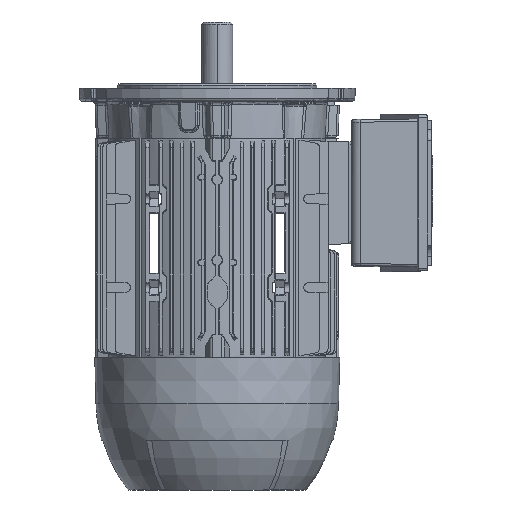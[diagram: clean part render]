
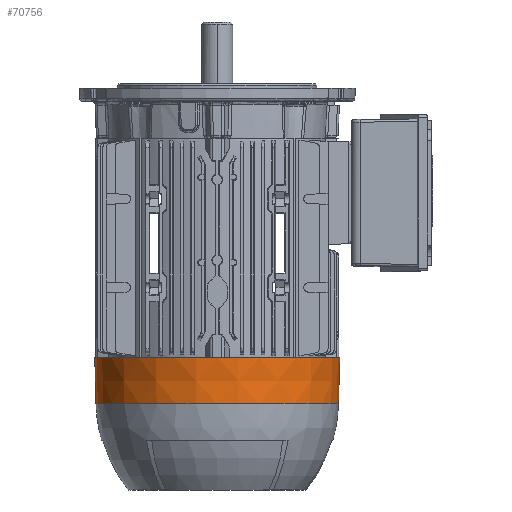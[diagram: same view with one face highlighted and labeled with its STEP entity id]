
A CAD part, front view. The second image highlights one B-rep face of the part: STEP entity #70756.
In plain terms, the highlighted conical face has half-angle 1.5 degrees and reference radius 110.35 mm.
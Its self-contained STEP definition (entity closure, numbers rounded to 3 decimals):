
#5426 = EDGE_LOOP ( 'NONE', ( #11017, #24019, #37982, #48042 ) ) ;
#7815 = DIRECTION ( 'NONE',  ( 0.026, 0., 1. ) ) ;
#8657 = CARTESIAN_POINT ( 'NONE',  ( 0., 0., -209.2 ) ) ;
#9634 = EDGE_CURVE ( 'NONE', #23762, #69411, #36924, .T. ) ;
#10576 = AXIS2_PLACEMENT_3D ( 'NONE', #66622, #66255, #38052 ) ;
#11017 = ORIENTED_EDGE ( 'NONE', *, *, #57504, .F. ) ;
#11064 = DIRECTION ( 'NONE',  ( 0., 0., 1. ) ) ;
#11583 = EDGE_CURVE ( 'NONE', #69610, #69411, #58923, .T. ) ;
#15763 = DIRECTION ( 'NONE',  ( 1., 0., 0. ) ) ;
#15789 = EDGE_CURVE ( 'NONE', #42786, #69610, #18704, .T. ) ;
#18704 = CIRCLE ( 'NONE', #70304, 109.669 ) ;
#22974 = DIRECTION ( 'NONE',  ( -0.026, 0., 1. ) ) ;
#23762 = VERTEX_POINT ( 'NONE', #53023 ) ;
#24019 = ORIENTED_EDGE ( 'NONE', *, *, #15789, .T. ) ;
#27709 = VECTOR ( 'NONE', #22974, 1000. ) ;
#31413 = CARTESIAN_POINT ( 'NONE',  ( 110.35, 0., -183.2 ) ) ;
#31520 = DIRECTION ( 'NONE',  ( 0., 0., 1. ) ) ;
#32126 = AXIS2_PLACEMENT_3D ( 'NONE', #62532, #11064, #58666 ) ;
#33849 = LINE ( 'NONE', #63197, #27709 ) ;
#36924 = CIRCLE ( 'NONE', #10576, 110.761 ) ;
#37826 = CARTESIAN_POINT ( 'NONE',  ( -109.669, 0., -209.2 ) ) ;
#37982 = ORIENTED_EDGE ( 'NONE', *, *, #11583, .T. ) ;
#38052 = DIRECTION ( 'NONE',  ( 1., 0., 0. ) ) ;
#39579 = FACE_OUTER_BOUND ( 'NONE', #5426, .T. ) ;
#42237 = CARTESIAN_POINT ( 'NONE',  ( 109.669, 0., -209.2 ) ) ;
#42786 = VERTEX_POINT ( 'NONE', #37826 ) ;
#48042 = ORIENTED_EDGE ( 'NONE', *, *, #9634, .F. ) ;
#53023 = CARTESIAN_POINT ( 'NONE',  ( -110.761, 0., -167.5 ) ) ;
#54207 = VECTOR ( 'NONE', #7815, 1000. ) ;
#57504 = EDGE_CURVE ( 'NONE', #42786, #23762, #33849, .T. ) ;
#58666 = DIRECTION ( 'NONE',  ( 1., 0., 0. ) ) ;
#58802 = CARTESIAN_POINT ( 'NONE',  ( 110.761, 0., -167.5 ) ) ;
#58923 = LINE ( 'NONE', #31413, #54207 ) ;
#62532 = CARTESIAN_POINT ( 'NONE',  ( 0., 0., -183.2 ) ) ;
#63197 = CARTESIAN_POINT ( 'NONE',  ( -110.35, 0., -183.2 ) ) ;
#66255 = DIRECTION ( 'NONE',  ( 0., 0., 1. ) ) ;
#66622 = CARTESIAN_POINT ( 'NONE',  ( 0., 0., -167.5 ) ) ;
#69411 = VERTEX_POINT ( 'NONE', #58802 ) ;
#69610 = VERTEX_POINT ( 'NONE', #42237 ) ;
#70304 = AXIS2_PLACEMENT_3D ( 'NONE', #8657, #31520, #15763 ) ;
#70528 = CONICAL_SURFACE ( 'NONE', #32126, 110.35, 0.026 ) ;
#70756 = ADVANCED_FACE ( 'NONE', ( #39579 ), #70528, .T. ) ;
